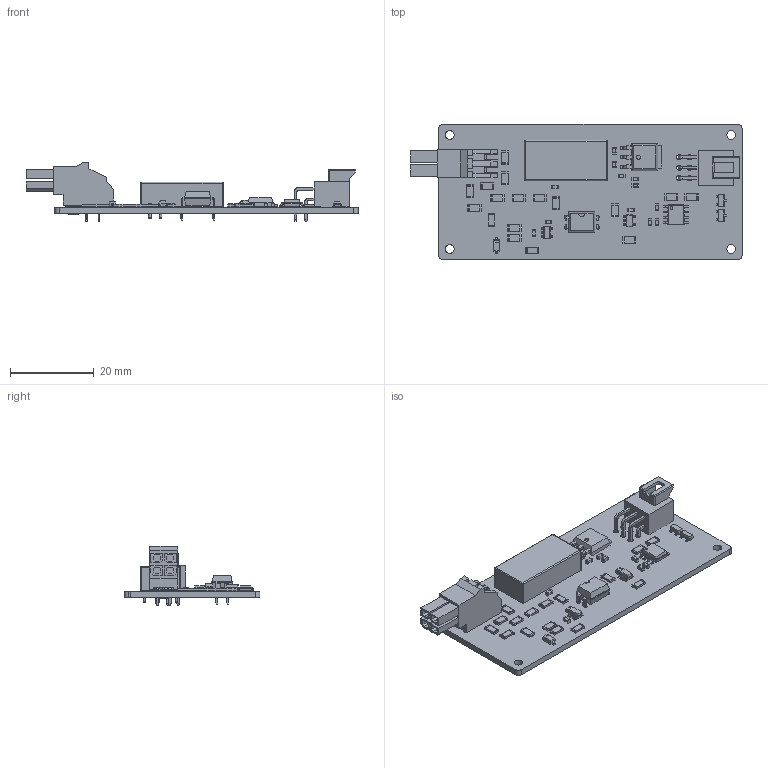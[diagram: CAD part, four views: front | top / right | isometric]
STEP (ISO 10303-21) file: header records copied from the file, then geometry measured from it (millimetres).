
FILE_DESCRIPTION(('KiCad electronic assembly'),'2;1');
FILE_NAME('RML-Yianni-Revamp.step','2025-11-07T22:49:54',('Pcbnew'),( 'Kicad'),'Open CASCADE STEP processor 7.8','KiCad to STEP converter' ,'Unknown');
FILE_SCHEMA(('AUTOMOTIVE_DESIGN { 1 0 10303 214 1 1 1 1 }'));
Length unit declared in the file: millimetre
Products named in the file (18): RML-Yianni-Revamp 1; R_1206_3216Metric; 0447640401; SOLID; COMPOUND; C_0603_1608Metric; SOIC-8_3.9x4.9mm_P1.27mm; DIP-4_W7.62mm; SOT-23-5; 1053141106; TO-252-3_TabPin2; RML-Yianni-Revamp 1.24.1; SOT-23; D_SOD-123; Converter_DCDC_XP_POWER-IAxxxxD_THT; RML-Yianni-Revamp_PCB
Assembly tree (46 placements, depth 3):
  RML-Yianni-Revamp 1
    R_1206_3216Metric  x17
    0447640401
      SOLID
      COMPOUND
    C_0603_1608Metric  x12
    SOIC-8_3.9x4.9mm_P1.27mm
    DIP-4_W7.62mm
    SOT-23-5  x2
    1053141106
      SOLID
      COMPOUND
    TO-252-3_TabPin2
      RML-Yianni-Revamp 1.24.1
    SOT-23  x2
    D_SOD-123
    Converter_DCDC_XP_POWER-IAxxxxD_THT
    RML-Yianni-Revamp_PCB
Bounding box: 79.53 x 32.49 x 14.17 mm (x, y, z)
Volume: 6046.2 mm3; surface area: 8965.5 mm2
Topology: 45 solids, 45 shells, 2094 faces, 5472 edges, 3534 vertices
Faces by surface type: plane 1356, cylinder 528, bspline 186, cone 12, sphere 6, torus 6
Full cylindrical faces by diameter (mm): 0.51 x6, 0.6 x1, 0.8 x4, 0.85 x6, 1 x1, 1.067 x4, 1.245 x6, 1.854 x2, 2.1 x4, 2.413 x1
Entity records: 40985 total; most frequent: CARTESIAN_POINT 7319, ORIENTED_EDGE 6200, DIRECTION 5728, EDGE_CURVE 3100, LINE 2396, VECTOR 2396, VERTEX_POINT 1964, AXIS2_PLACEMENT_3D 1666
